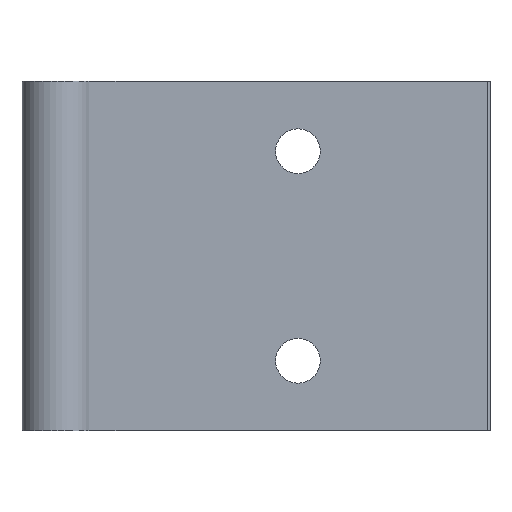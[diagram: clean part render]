
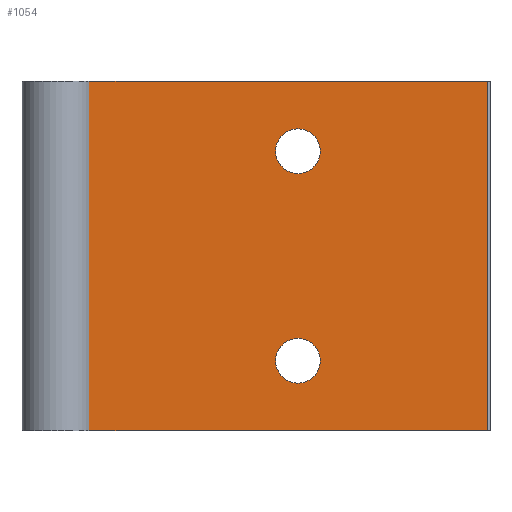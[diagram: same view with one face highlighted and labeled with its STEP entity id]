
A CAD part, front view. The second image highlights one B-rep face of the part: STEP entity #1054.
In plain terms, the highlighted planar face has unit normal (0, -1, 0).
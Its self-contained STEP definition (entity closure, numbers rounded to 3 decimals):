
#407=DIRECTION('',(-1.,0.,0.));
#408=VECTOR('',#407,57.117);
#409=CARTESIAN_POINT('',(61.7,-2.,25.));
#410=LINE('',#409,#408);
#414=CARTESIAN_POINT('',(34.5,-2.,-15.));
#415=DIRECTION('',(0.,1.,0.));
#416=DIRECTION('',(0.,0.,1.));
#417=AXIS2_PLACEMENT_3D('',#414,#415,#416);
#422=CARTESIAN_POINT('',(34.5,-2.,-15.));
#423=DIRECTION('',(0.,1.,0.));
#424=DIRECTION('',(0.,0.,-1.));
#425=AXIS2_PLACEMENT_3D('',#422,#423,#424);
#430=CARTESIAN_POINT('',(34.5,-2.,15.));
#431=DIRECTION('',(0.,1.,0.));
#432=DIRECTION('',(0.,0.,1.));
#433=AXIS2_PLACEMENT_3D('',#430,#431,#432);
#438=CARTESIAN_POINT('',(34.5,-2.,15.));
#439=DIRECTION('',(0.,1.,0.));
#440=DIRECTION('',(0.,0.,-1.));
#441=AXIS2_PLACEMENT_3D('',#438,#439,#440);
#505=DIRECTION('',(-1.,0.,0.));
#506=VECTOR('',#505,57.117);
#507=CARTESIAN_POINT('',(61.7,-2.,-25.));
#508=LINE('',#507,#506);
#605=DIRECTION('',(0.,0.,1.));
#606=VECTOR('',#605,50.);
#607=CARTESIAN_POINT('',(4.583,-2.,-25.));
#608=LINE('',#607,#606);
#856=DIRECTION('',(0.,0.,-1.));
#857=VECTOR('',#856,50.);
#858=CARTESIAN_POINT('',(61.7,-2.,25.));
#859=LINE('',#858,#857);
#924=CARTESIAN_POINT('',(34.5,-2.,-18.2));
#925=CARTESIAN_POINT('',(34.5,-2.,-11.8));
#926=VERTEX_POINT('',#924);
#927=VERTEX_POINT('',#925);
#928=CARTESIAN_POINT('',(34.5,-2.,18.2));
#929=CARTESIAN_POINT('',(34.5,-2.,11.8));
#930=VERTEX_POINT('',#928);
#931=VERTEX_POINT('',#929);
#932=CARTESIAN_POINT('',(61.7,-2.,25.));
#933=CARTESIAN_POINT('',(61.7,-2.,-25.));
#934=VERTEX_POINT('',#932);
#935=VERTEX_POINT('',#933);
#956=CARTESIAN_POINT('',(4.583,-2.,25.));
#957=VERTEX_POINT('',#956);
#958=CARTESIAN_POINT('',(4.583,-2.,-25.));
#959=VERTEX_POINT('',#958);
#1028=CARTESIAN_POINT('',(4.583,-2.,25.));
#1029=DIRECTION('',(0.,1.,0.));
#1030=DIRECTION('',(-1.,0.,0.));
#1031=AXIS2_PLACEMENT_3D('',#1028,#1029,#1030);
#1032=PLANE('',#1031);
#1034=ORIENTED_EDGE('',*,*,#1033,.T.);
#1036=ORIENTED_EDGE('',*,*,#1035,.T.);
#1038=ORIENTED_EDGE('',*,*,#1037,.F.);
#1040=ORIENTED_EDGE('',*,*,#1039,.T.);
#1041=EDGE_LOOP('',(#1034,#1036,#1038,#1040));
#1042=FACE_OUTER_BOUND('',#1041,.F.);
#1043=ORIENTED_EDGE('',*,*,#1018,.F.);
#1045=ORIENTED_EDGE('',*,*,#1044,.F.);
#1046=EDGE_LOOP('',(#1043,#1045));
#1047=FACE_BOUND('',#1046,.F.);
#1049=ORIENTED_EDGE('',*,*,#1048,.F.);
#1051=ORIENTED_EDGE('',*,*,#1050,.F.);
#1052=EDGE_LOOP('',(#1049,#1051));
#1053=FACE_BOUND('',#1052,.F.);
#418=CIRCLE('',#417,3.2);
#426=CIRCLE('',#425,3.2);
#434=CIRCLE('',#433,3.2);
#442=CIRCLE('',#441,3.2);
#1018=EDGE_CURVE('',#927,#926,#418,.T.);
#1033=EDGE_CURVE('',#935,#959,#508,.T.);
#1035=EDGE_CURVE('',#959,#957,#608,.T.);
#1037=EDGE_CURVE('',#934,#957,#410,.T.);
#1039=EDGE_CURVE('',#934,#935,#859,.T.);
#1044=EDGE_CURVE('',#926,#927,#426,.T.);
#1048=EDGE_CURVE('',#930,#931,#434,.T.);
#1050=EDGE_CURVE('',#931,#930,#442,.T.);
#1054=ADVANCED_FACE('',(#1042,#1047,#1053),#1032,.F.);
